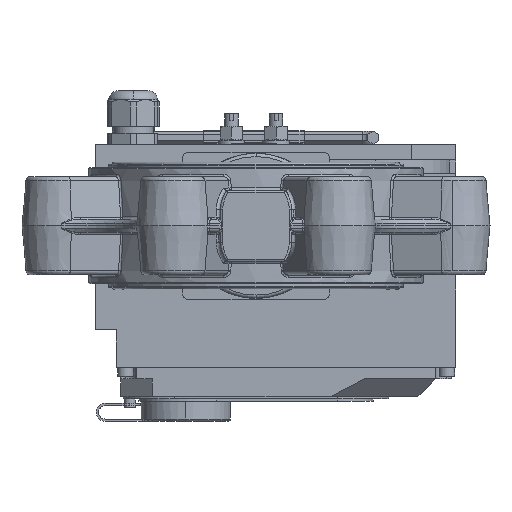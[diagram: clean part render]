
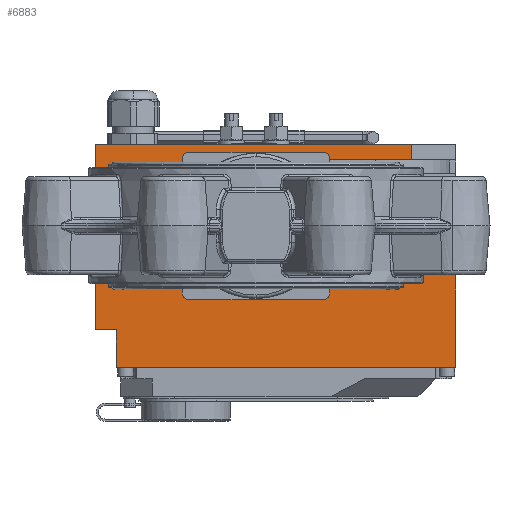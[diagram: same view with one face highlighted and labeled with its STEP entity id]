
A CAD part, front view. The second image highlights one B-rep face of the part: STEP entity #6883.
In plain terms, the highlighted planar face has unit normal (0, -1, 0).
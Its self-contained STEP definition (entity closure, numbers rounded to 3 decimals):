
#46 = EDGE_CURVE ( 'NONE', #17767, #9403, #32046, .T. ) ;
#142 = VECTOR ( 'NONE', #10945, 1000. ) ;
#587 = CARTESIAN_POINT ( 'NONE',  ( -33., 180., 30. ) ) ;
#885 = DIRECTION ( 'NONE',  ( 1., 0., 0. ) ) ;
#1071 = CARTESIAN_POINT ( 'NONE',  ( 30., 180., 33. ) ) ;
#1086 = CARTESIAN_POINT ( 'NONE',  ( -62.5, 180., -63.5 ) ) ;
#1217 = CIRCLE ( 'NONE', #13013, 3. ) ;
#1811 = DIRECTION ( 'NONE',  ( 0., -1., 0. ) ) ;
#2048 = LINE ( 'NONE', #9116, #39301 ) ;
#2059 = ORIENTED_EDGE ( 'NONE', *, *, #31343, .T. ) ;
#2166 = CARTESIAN_POINT ( 'NONE',  ( 89.5, 180., 36.5 ) ) ;
#2193 = VECTOR ( 'NONE', #45246, 1000. ) ;
#2352 = DIRECTION ( 'NONE',  ( 0., 0., 1. ) ) ;
#2474 = ORIENTED_EDGE ( 'NONE', *, *, #20052, .F. ) ;
#2768 = VECTOR ( 'NONE', #24068, 1000. ) ;
#3742 = EDGE_CURVE ( 'NONE', #45385, #10632, #1217, .T. ) ;
#4002 = CARTESIAN_POINT ( 'NONE',  ( -30., 180., 30. ) ) ;
#4078 = DIRECTION ( 'NONE',  ( 0., 0., 1. ) ) ;
#4153 = DIRECTION ( 'NONE',  ( -1., 0., 0. ) ) ;
#4262 = CARTESIAN_POINT ( 'NONE',  ( -72., 180., 36.5 ) ) ;
#4381 = LINE ( 'NONE', #21675, #33296 ) ;
#4448 = AXIS2_PLACEMENT_3D ( 'NONE', #25815, #33889, #22084 ) ;
#4799 = EDGE_CURVE ( 'NONE', #20229, #26617, #26726, .T. ) ;
#4977 = EDGE_CURVE ( 'NONE', #32325, #20821, #35613, .T. ) ;
#5074 = EDGE_CURVE ( 'NONE', #26328, #32470, #36703, .T. ) ;
#5218 = ORIENTED_EDGE ( 'NONE', *, *, #24948, .T. ) ;
#5227 = DIRECTION ( 'NONE',  ( -1., 0., 0. ) ) ;
#5855 = VECTOR ( 'NONE', #10126, 1000. ) ;
#5986 = FACE_OUTER_BOUND ( 'NONE', #38529, .T. ) ;
#6633 = CARTESIAN_POINT ( 'NONE',  ( 89.5, 180., -63.5 ) ) ;
#6883 = ADVANCED_FACE ( 'NONE', ( #5986 ), #35979, .F. ) ;
#8054 = ORIENTED_EDGE ( 'NONE', *, *, #12151, .F. ) ;
#8331 = AXIS2_PLACEMENT_3D ( 'NONE', #29509, #37252, #15505 ) ;
#9116 = CARTESIAN_POINT ( 'NONE',  ( -33., 180., 30. ) ) ;
#9403 = VERTEX_POINT ( 'NONE', #17004 ) ;
#9845 = CARTESIAN_POINT ( 'NONE',  ( -72., 180., -46.5 ) ) ;
#10126 = DIRECTION ( 'NONE',  ( 1., 0., 0. ) ) ;
#10150 = CARTESIAN_POINT ( 'NONE',  ( 33., 180., -30. ) ) ;
#10160 = VECTOR ( 'NONE', #28806, 1000. ) ;
#10395 = EDGE_CURVE ( 'NONE', #12859, #31777, #38030, .T. ) ;
#10632 = VERTEX_POINT ( 'NONE', #30699 ) ;
#10918 = EDGE_CURVE ( 'NONE', #26617, #40265, #20491, .T. ) ;
#10945 = DIRECTION ( 'NONE',  ( 0., 0., -1. ) ) ;
#11233 = CARTESIAN_POINT ( 'NONE',  ( 30., 180., -33. ) ) ;
#11360 = VERTEX_POINT ( 'NONE', #1086 ) ;
#11393 = EDGE_CURVE ( 'NONE', #41861, #33558, #25560, .T. ) ;
#11667 = ORIENTED_EDGE ( 'NONE', *, *, #10395, .T. ) ;
#12151 = EDGE_CURVE ( 'NONE', #28716, #41861, #4381, .T. ) ;
#12788 = EDGE_CURVE ( 'NONE', #32470, #45385, #2048, .T. ) ;
#12859 = VERTEX_POINT ( 'NONE', #13335 ) ;
#13013 = AXIS2_PLACEMENT_3D ( 'NONE', #33531, #1811, #5227 ) ;
#13261 = LINE ( 'NONE', #35467, #28789 ) ;
#13327 = CARTESIAN_POINT ( 'NONE',  ( 89.5, 180., -21.5 ) ) ;
#13335 = CARTESIAN_POINT ( 'NONE',  ( -72., 180., 36.5 ) ) ;
#13529 = LINE ( 'NONE', #36612, #28526 ) ;
#13565 = DIRECTION ( 'NONE',  ( 1., 0., 0. ) ) ;
#14651 = DIRECTION ( 'NONE',  ( 0., 1., 0. ) ) ;
#14985 = LINE ( 'NONE', #6633, #2768 ) ;
#15505 = DIRECTION ( 'NONE',  ( 1., 0., 0. ) ) ;
#15816 = ORIENTED_EDGE ( 'NONE', *, *, #3742, .F. ) ;
#15889 = LINE ( 'NONE', #34043, #28730 ) ;
#16182 = VERTEX_POINT ( 'NONE', #27790 ) ;
#17004 = CARTESIAN_POINT ( 'NONE',  ( 69.8, 180., 36.5 ) ) ;
#17744 = CARTESIAN_POINT ( 'NONE',  ( 69.8, 180., 29.5 ) ) ;
#17767 = VERTEX_POINT ( 'NONE', #17744 ) ;
#17949 = ORIENTED_EDGE ( 'NONE', *, *, #11393, .F. ) ;
#18087 = CARTESIAN_POINT ( 'NONE',  ( -30., 180., 33. ) ) ;
#18144 = DIRECTION ( 'NONE',  ( 0., -1., 0. ) ) ;
#18354 = ORIENTED_EDGE ( 'NONE', *, *, #5074, .F. ) ;
#18624 = EDGE_CURVE ( 'NONE', #20821, #11360, #14985, .T. ) ;
#20052 = EDGE_CURVE ( 'NONE', #10632, #20229, #41350, .T. ) ;
#20229 = VERTEX_POINT ( 'NONE', #11233 ) ;
#20491 = LINE ( 'NONE', #37302, #23834 ) ;
#20821 = VERTEX_POINT ( 'NONE', #40637 ) ;
#20982 = DIRECTION ( 'NONE',  ( 0., 0., -1. ) ) ;
#21239 = EDGE_CURVE ( 'NONE', #28716, #17767, #13529, .T. ) ;
#21675 = CARTESIAN_POINT ( 'NONE',  ( 33., 180., 30. ) ) ;
#21695 = ORIENTED_EDGE ( 'NONE', *, *, #4977, .F. ) ;
#22084 = DIRECTION ( 'NONE',  ( 1., 0., 0. ) ) ;
#22189 = CARTESIAN_POINT ( 'NONE',  ( -30., 180., 33. ) ) ;
#22764 = ORIENTED_EDGE ( 'NONE', *, *, #18624, .F. ) ;
#23834 = VECTOR ( 'NONE', #2352, 1000. ) ;
#24068 = DIRECTION ( 'NONE',  ( -1., 0., 0. ) ) ;
#24750 = AXIS2_PLACEMENT_3D ( 'NONE', #32409, #14651, #31945 ) ;
#24948 = EDGE_CURVE ( 'NONE', #16182, #11360, #13261, .T. ) ;
#25000 = CARTESIAN_POINT ( 'NONE',  ( 33., 180., 30. ) ) ;
#25371 = VECTOR ( 'NONE', #27437, 1000. ) ;
#25560 = CIRCLE ( 'NONE', #8331, 3. ) ;
#25815 = CARTESIAN_POINT ( 'NONE',  ( 30., 180., -30. ) ) ;
#26311 = ORIENTED_EDGE ( 'NONE', *, *, #4799, .F. ) ;
#26328 = VERTEX_POINT ( 'NONE', #22189 ) ;
#26617 = VERTEX_POINT ( 'NONE', #10150 ) ;
#26726 = CIRCLE ( 'NONE', #4448, 3. ) ;
#26783 = ORIENTED_EDGE ( 'NONE', *, *, #12788, .F. ) ;
#27437 = DIRECTION ( 'NONE',  ( 0., 0., 1. ) ) ;
#27790 = CARTESIAN_POINT ( 'NONE',  ( -62.5, 180., -46.5 ) ) ;
#28112 = LINE ( 'NONE', #45357, #5855 ) ;
#28526 = VECTOR ( 'NONE', #885, 1000. ) ;
#28660 = ORIENTED_EDGE ( 'NONE', *, *, #10918, .F. ) ;
#28716 = VERTEX_POINT ( 'NONE', #35439 ) ;
#28730 = VECTOR ( 'NONE', #44213, 1000. ) ;
#28789 = VECTOR ( 'NONE', #35925, 1000. ) ;
#28806 = DIRECTION ( 'NONE',  ( -1., 0., 0. ) ) ;
#29509 = CARTESIAN_POINT ( 'NONE',  ( 30., 180., 30. ) ) ;
#30699 = CARTESIAN_POINT ( 'NONE',  ( -30., 180., -33. ) ) ;
#31343 = EDGE_CURVE ( 'NONE', #31777, #16182, #32820, .T. ) ;
#31565 = CARTESIAN_POINT ( 'NONE',  ( 33., 180., -21.5 ) ) ;
#31777 = VERTEX_POINT ( 'NONE', #44590 ) ;
#31945 = DIRECTION ( 'NONE',  ( -1., 0., 0. ) ) ;
#32046 = LINE ( 'NONE', #37345, #25371 ) ;
#32325 = VERTEX_POINT ( 'NONE', #13327 ) ;
#32409 = CARTESIAN_POINT ( 'NONE',  ( -72., 180., 36.5 ) ) ;
#32470 = VERTEX_POINT ( 'NONE', #587 ) ;
#32820 = LINE ( 'NONE', #9845, #2193 ) ;
#33296 = VECTOR ( 'NONE', #4078, 1000. ) ;
#33324 = EDGE_CURVE ( 'NONE', #12859, #9403, #15889, .T. ) ;
#33473 = ORIENTED_EDGE ( 'NONE', *, *, #21239, .T. ) ;
#33531 = CARTESIAN_POINT ( 'NONE',  ( -30., 180., -30. ) ) ;
#33558 = VERTEX_POINT ( 'NONE', #1071 ) ;
#33574 = ORIENTED_EDGE ( 'NONE', *, *, #33324, .F. ) ;
#33889 = DIRECTION ( 'NONE',  ( 0., -1., 0. ) ) ;
#34043 = CARTESIAN_POINT ( 'NONE',  ( -72., 180., 36.5 ) ) ;
#34193 = CARTESIAN_POINT ( 'NONE',  ( -33., 180., -30. ) ) ;
#34321 = EDGE_CURVE ( 'NONE', #40265, #32325, #28112, .T. ) ;
#34488 = VECTOR ( 'NONE', #20982, 1000. ) ;
#34663 = LINE ( 'NONE', #18087, #10160 ) ;
#34716 = VECTOR ( 'NONE', #13565, 1000. ) ;
#35439 = CARTESIAN_POINT ( 'NONE',  ( 33., 180., 29.5 ) ) ;
#35467 = CARTESIAN_POINT ( 'NONE',  ( -62.5, 180., -27.5 ) ) ;
#35613 = LINE ( 'NONE', #2166, #34488 ) ;
#35925 = DIRECTION ( 'NONE',  ( 0., 0., -1. ) ) ;
#35979 = PLANE ( 'NONE',  #24750 ) ;
#36612 = CARTESIAN_POINT ( 'NONE',  ( -72., 180., 29.5 ) ) ;
#36656 = ORIENTED_EDGE ( 'NONE', *, *, #39890, .F. ) ;
#36703 = CIRCLE ( 'NONE', #44905, 3. ) ;
#37252 = DIRECTION ( 'NONE',  ( 0., -1., 0. ) ) ;
#37302 = CARTESIAN_POINT ( 'NONE',  ( 33., 180., 30. ) ) ;
#37345 = CARTESIAN_POINT ( 'NONE',  ( 69.8, 180., -49.36 ) ) ;
#37758 = ORIENTED_EDGE ( 'NONE', *, *, #34321, .F. ) ;
#38030 = LINE ( 'NONE', #4262, #142 ) ;
#38529 = EDGE_LOOP ( 'NONE', ( #22764, #21695, #37758, #28660, #26311, #2474, #15816, #26783, #18354, #36656, #17949, #8054, #33473, #38974, #33574, #11667, #2059, #5218 ) ) ;
#38974 = ORIENTED_EDGE ( 'NONE', *, *, #46, .T. ) ;
#39301 = VECTOR ( 'NONE', #41422, 1000. ) ;
#39890 = EDGE_CURVE ( 'NONE', #33558, #26328, #34663, .T. ) ;
#40265 = VERTEX_POINT ( 'NONE', #31565 ) ;
#40637 = CARTESIAN_POINT ( 'NONE',  ( 89.5, 180., -63.5 ) ) ;
#41350 = LINE ( 'NONE', #45541, #34716 ) ;
#41422 = DIRECTION ( 'NONE',  ( 0., 0., -1. ) ) ;
#41861 = VERTEX_POINT ( 'NONE', #25000 ) ;
#44213 = DIRECTION ( 'NONE',  ( 1., 0., 0. ) ) ;
#44590 = CARTESIAN_POINT ( 'NONE',  ( -72., 180., -46.5 ) ) ;
#44905 = AXIS2_PLACEMENT_3D ( 'NONE', #4002, #18144, #4153 ) ;
#45246 = DIRECTION ( 'NONE',  ( 1., 0., 0. ) ) ;
#45357 = CARTESIAN_POINT ( 'NONE',  ( -72., 180., -21.5 ) ) ;
#45385 = VERTEX_POINT ( 'NONE', #34193 ) ;
#45541 = CARTESIAN_POINT ( 'NONE',  ( -30., 180., -33. ) ) ;
